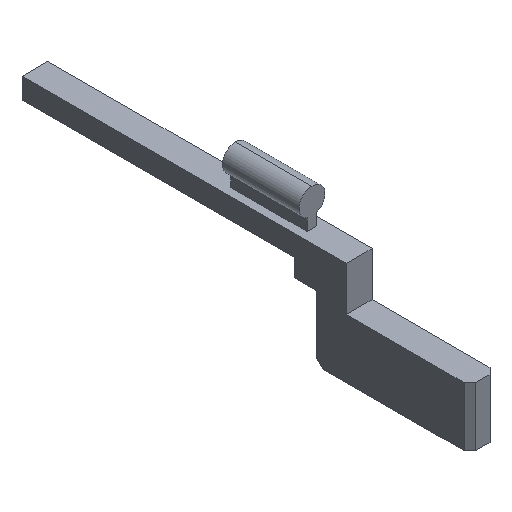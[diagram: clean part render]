
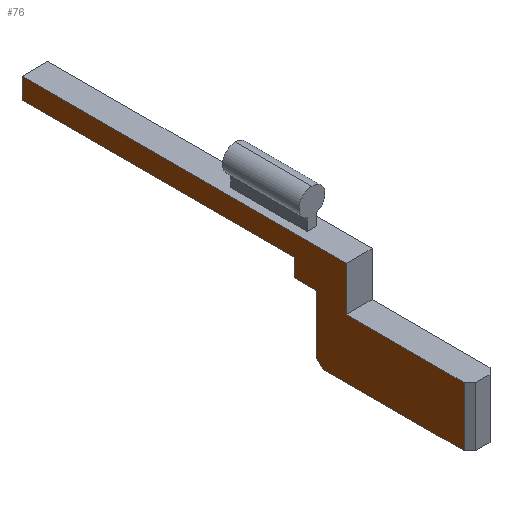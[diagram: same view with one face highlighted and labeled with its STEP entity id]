
A CAD part, isometric view. The second image highlights one B-rep face of the part: STEP entity #76.
In plain terms, the highlighted planar face has unit normal (-1, 0, 0).
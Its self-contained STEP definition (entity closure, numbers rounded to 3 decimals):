
#13 = EDGE_CURVE ( 'NONE', #325, #615, #182, .T. ) ;
#17 = VECTOR ( 'NONE', #337, 1000. ) ;
#30 = CARTESIAN_POINT ( 'NONE',  ( -2.2, -6.5, -11. ) ) ;
#38 = ORIENTED_EDGE ( 'NONE', *, *, #502, .T. ) ;
#40 = VECTOR ( 'NONE', #288, 1000. ) ;
#46 = CARTESIAN_POINT ( 'NONE',  ( -2.2, 44.5, 3. ) ) ;
#47 = CARTESIAN_POINT ( 'NONE',  ( -2.2, -5.5, -11. ) ) ;
#49 = VERTEX_POINT ( 'NONE', #612 ) ;
#54 = DIRECTION ( 'NONE',  ( 0., 0., 1. ) ) ;
#68 = VERTEX_POINT ( 'NONE', #501 ) ;
#76 = ADVANCED_FACE ( 'NONE', ( #454 ), #496, .F. ) ;
#77 = CARTESIAN_POINT ( 'NONE',  ( -2.2, -10.5, 6.5 ) ) ;
#83 = DIRECTION ( 'NONE',  ( 0., 0., 1. ) ) ;
#95 = VERTEX_POINT ( 'NONE', #228 ) ;
#96 = VECTOR ( 'NONE', #83, 1000. ) ;
#102 = EDGE_CURVE ( 'NONE', #287, #68, #665, .T. ) ;
#159 = VERTEX_POINT ( 'NONE', #77 ) ;
#171 = EDGE_LOOP ( 'NONE', ( #321, #370, #642, #429, #571, #201, #328, #500, #38, #274, #381 ) ) ;
#173 = CARTESIAN_POINT ( 'NONE',  ( -2.2, -10.5, 6.5 ) ) ;
#182 = LINE ( 'NONE', #336, #279 ) ;
#183 = CARTESIAN_POINT ( 'NONE',  ( -2.2, 44.5, 3. ) ) ;
#186 = EDGE_CURVE ( 'NONE', #49, #325, #189, .T. ) ;
#188 = VERTEX_POINT ( 'NONE', #572 ) ;
#189 = LINE ( 'NONE', #690, #96 ) ;
#197 = CARTESIAN_POINT ( 'NONE',  ( -2.2, -1.7, 3. ) ) ;
#201 = ORIENTED_EDGE ( 'NONE', *, *, #470, .F. ) ;
#210 = LINE ( 'NONE', #273, #323 ) ;
#213 = LINE ( 'NONE', #47, #563 ) ;
#215 = CARTESIAN_POINT ( 'NONE',  ( -2.2, -6.5, -11. ) ) ;
#226 = CARTESIAN_POINT ( 'NONE',  ( -2.2, -5.5, -10. ) ) ;
#228 = CARTESIAN_POINT ( 'NONE',  ( -2.2, 44.5, 6.5 ) ) ;
#229 = LINE ( 'NONE', #173, #386 ) ;
#254 = LINE ( 'NONE', #472, #681 ) ;
#268 = LINE ( 'NONE', #46, #598 ) ;
#273 = CARTESIAN_POINT ( 'NONE',  ( -2.2, 10.5, 6.5 ) ) ;
#274 = ORIENTED_EDGE ( 'NONE', *, *, #102, .T. ) ;
#279 = VECTOR ( 'NONE', #504, 1000. ) ;
#287 = VERTEX_POINT ( 'NONE', #352 ) ;
#288 = DIRECTION ( 'NONE',  ( 0., 1., 0. ) ) ;
#311 = CARTESIAN_POINT ( 'NONE',  ( -2.2, -30.5, -1. ) ) ;
#312 = EDGE_CURVE ( 'NONE', #188, #510, #254, .T. ) ;
#321 = ORIENTED_EDGE ( 'NONE', *, *, #595, .F. ) ;
#323 = VECTOR ( 'NONE', #432, 1000. ) ;
#325 = VERTEX_POINT ( 'NONE', #197 ) ;
#328 = ORIENTED_EDGE ( 'NONE', *, *, #611, .T. ) ;
#336 = CARTESIAN_POINT ( 'NONE',  ( -2.2, -1.7, 3. ) ) ;
#337 = DIRECTION ( 'NONE',  ( 0., -0.707, -0.707 ) ) ;
#345 = DIRECTION ( 'NONE',  ( 0., 1., 0. ) ) ;
#352 = CARTESIAN_POINT ( 'NONE',  ( -2.2, -30.5, -1. ) ) ;
#368 = CARTESIAN_POINT ( 'NONE',  ( -2.2, 10.5, 0. ) ) ;
#370 = ORIENTED_EDGE ( 'NONE', *, *, #591, .F. ) ;
#381 = ORIENTED_EDGE ( 'NONE', *, *, #622, .F. ) ;
#386 = VECTOR ( 'NONE', #667, 1000. ) ;
#392 = DIRECTION ( 'NONE',  ( 1., 0., 0. ) ) ;
#396 = CARTESIAN_POINT ( 'NONE',  ( -2.2, 10.5, 6.5 ) ) ;
#429 = ORIENTED_EDGE ( 'NONE', *, *, #186, .F. ) ;
#432 = DIRECTION ( 'NONE',  ( 0., -1., 0. ) ) ;
#454 = FACE_OUTER_BOUND ( 'NONE', #171, .T. ) ;
#470 = EDGE_CURVE ( 'NONE', #662, #650, #213, .T. ) ;
#472 = CARTESIAN_POINT ( 'NONE',  ( -2.2, -5.5, -11. ) ) ;
#475 = AXIS2_PLACEMENT_3D ( 'NONE', #396, #392, #345 ) ;
#490 = DIRECTION ( 'NONE',  ( 0., 0., 1. ) ) ;
#496 = PLANE ( 'NONE',  #475 ) ;
#498 = CARTESIAN_POINT ( 'NONE',  ( -2.2, -5.5, 0. ) ) ;
#500 = ORIENTED_EDGE ( 'NONE', *, *, #312, .F. ) ;
#501 = CARTESIAN_POINT ( 'NONE',  ( -2.2, -10.5, -1. ) ) ;
#502 = EDGE_CURVE ( 'NONE', #188, #287, #579, .T. ) ;
#504 = DIRECTION ( 'NONE',  ( 0., 1., 0. ) ) ;
#510 = VERTEX_POINT ( 'NONE', #30 ) ;
#515 = EDGE_CURVE ( 'NONE', #49, #650, #688, .T. ) ;
#528 = DIRECTION ( 'NONE',  ( 0., 0., 1. ) ) ;
#553 = VECTOR ( 'NONE', #528, 1000. ) ;
#563 = VECTOR ( 'NONE', #490, 1000. ) ;
#571 = ORIENTED_EDGE ( 'NONE', *, *, #515, .T. ) ;
#572 = CARTESIAN_POINT ( 'NONE',  ( -2.2, -30.5, -11. ) ) ;
#577 = DIRECTION ( 'NONE',  ( 0., 1., 0. ) ) ;
#579 = LINE ( 'NONE', #311, #553 ) ;
#591 = EDGE_CURVE ( 'NONE', #615, #95, #268, .T. ) ;
#595 = EDGE_CURVE ( 'NONE', #95, #159, #210, .T. ) ;
#598 = VECTOR ( 'NONE', #54, 1000. ) ;
#611 = EDGE_CURVE ( 'NONE', #662, #510, #709, .T. ) ;
#612 = CARTESIAN_POINT ( 'NONE',  ( -2.2, -1.7, 0. ) ) ;
#615 = VERTEX_POINT ( 'NONE', #183 ) ;
#621 = CARTESIAN_POINT ( 'NONE',  ( -2.2, -31.5, -1. ) ) ;
#622 = EDGE_CURVE ( 'NONE', #159, #68, #229, .T. ) ;
#642 = ORIENTED_EDGE ( 'NONE', *, *, #13, .F. ) ;
#643 = VECTOR ( 'NONE', #693, 1000. ) ;
#650 = VERTEX_POINT ( 'NONE', #498 ) ;
#662 = VERTEX_POINT ( 'NONE', #226 ) ;
#665 = LINE ( 'NONE', #621, #40 ) ;
#667 = DIRECTION ( 'NONE',  ( 0., 0., -1. ) ) ;
#681 = VECTOR ( 'NONE', #577, 1000. ) ;
#688 = LINE ( 'NONE', #368, #643 ) ;
#690 = CARTESIAN_POINT ( 'NONE',  ( -2.2, -1.7, 0. ) ) ;
#693 = DIRECTION ( 'NONE',  ( 0., -1., 0. ) ) ;
#709 = LINE ( 'NONE', #215, #17 ) ;
